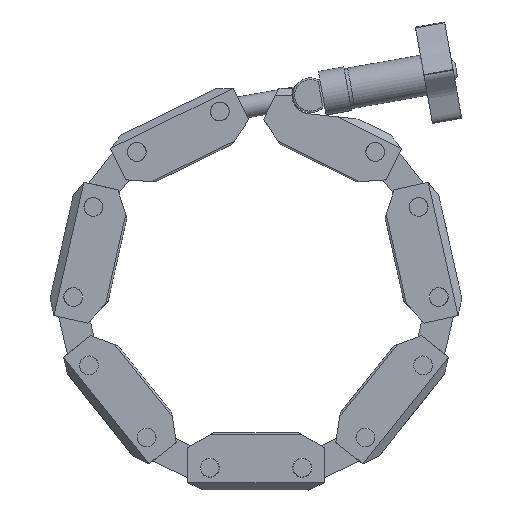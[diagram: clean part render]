
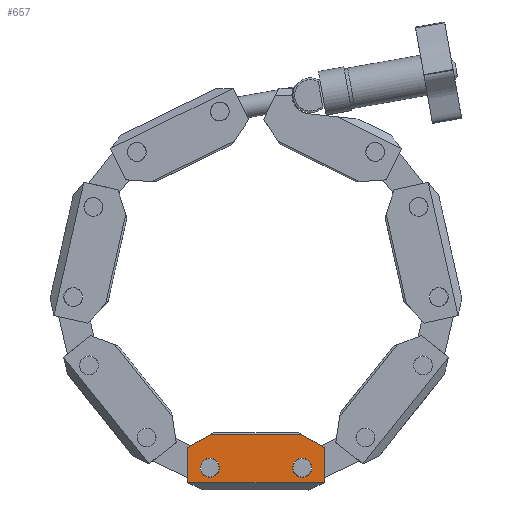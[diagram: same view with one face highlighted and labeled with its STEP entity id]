
A CAD part, front view. The second image highlights one B-rep face of the part: STEP entity #657.
In plain terms, the highlighted face is planar.
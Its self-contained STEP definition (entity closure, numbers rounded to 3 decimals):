
#657=ADVANCED_FACE('',(#1405,#1406,#1407),#1404,.T.);
#1404=PLANE('',#3112);
#1405=FACE_OUTER_BOUND('',#3113,.T.);
#1406=FACE_BOUND('',#3114,.T.);
#1407=FACE_BOUND('',#3115,.T.);
#3109=CARTESIAN_POINT('',(9.7,18.,-5.3));
#3110=DIRECTION('',(0.,1.,0.));
#3111=DIRECTION('',(-1.,0.,0.));
#3112=AXIS2_PLACEMENT_3D('',#3109,#3110,#3111);
#3113=EDGE_LOOP('',(#4351,#4352,#4353,#4354,#4355,#4356));
#3114=EDGE_LOOP('',(#4357,#4358));
#3115=EDGE_LOOP('',(#4359,#4360));
#4351=ORIENTED_EDGE('',*,*,#5237,.T.);
#4352=ORIENTED_EDGE('',*,*,#5229,.T.);
#4353=ORIENTED_EDGE('',*,*,#5212,.T.);
#4354=ORIENTED_EDGE('',*,*,#5209,.T.);
#4355=ORIENTED_EDGE('',*,*,#5224,.T.);
#4356=ORIENTED_EDGE('',*,*,#5186,.T.);
#4357=ORIENTED_EDGE('',*,*,#5238,.F.);
#4358=ORIENTED_EDGE('',*,*,#5239,.F.);
#4359=ORIENTED_EDGE('',*,*,#5240,.F.);
#4360=ORIENTED_EDGE('',*,*,#5241,.F.);
#5186=EDGE_CURVE('',#6525,#6545,#6552,.T.);
#5209=EDGE_CURVE('',#6708,#6701,#6709,.T.);
#5212=EDGE_CURVE('',#6727,#6708,#6728,.T.);
#5224=EDGE_CURVE('',#6701,#6525,#6806,.T.);
#5229=EDGE_CURVE('',#6826,#6727,#6839,.T.);
#5237=EDGE_CURVE('',#6545,#6826,#6893,.T.);
#5238=EDGE_CURVE('',#6899,#6900,#6901,.T.);
#5239=EDGE_CURVE('',#6900,#6899,#6907,.T.);
#5240=EDGE_CURVE('',#6913,#6914,#6915,.T.);
#5241=EDGE_CURVE('',#6914,#6913,#6921,.T.);
#6525=VERTEX_POINT('',#9548);
#6545=VERTEX_POINT('',#9560);
#6552=LINE('',#9564,#9565);
#6701=VERTEX_POINT('',#9649);
#6708=VERTEX_POINT('',#9653);
#6709=LINE('',#9654,#9655);
#6727=VERTEX_POINT('',#9664);
#6728=LINE('',#9665,#9666);
#6806=LINE('',#9707,#9708);
#6826=VERTEX_POINT('',#9718);
#6839=LINE('',#9725,#9726);
#6893=LINE('',#9761,#9762);
#6899=VERTEX_POINT('',#9764);
#6900=VERTEX_POINT('',#9765);
#6901=CIRCLE('',#9769,2.55);
#6907=CIRCLE('',#9773,2.55);
#6913=VERTEX_POINT('',#9774);
#6914=VERTEX_POINT('',#9775);
#6915=CIRCLE('',#9779,2.55);
#6921=CIRCLE('',#9783,2.55);
#9548=CARTESIAN_POINT('',(-31.,18.,-4.));
#9560=CARTESIAN_POINT('',(-31.,18.,5.459));
#9564=CARTESIAN_POINT('',(-31.,18.,-4.));
#9565=VECTOR('',#9566,9.459);
#9566=DIRECTION('',(0.,0.,1.));
#9649=CARTESIAN_POINT('',(6.,18.,-4.));
#9653=CARTESIAN_POINT('',(6.,18.,5.459));
#9654=CARTESIAN_POINT('',(6.,18.,5.459));
#9655=VECTOR('',#9656,9.459);
#9656=DIRECTION('',(0.,0.,-1.));
#9664=CARTESIAN_POINT('',(-0.134,18.,9.));
#9665=CARTESIAN_POINT('',(-0.134,18.,9.));
#9666=VECTOR('',#9667,7.083);
#9667=DIRECTION('',(0.866,0.,-0.5));
#9707=CARTESIAN_POINT('',(6.,18.,-4.));
#9708=VECTOR('',#9709,37.);
#9709=DIRECTION('',(-1.,0.,0.));
#9718=CARTESIAN_POINT('',(-24.866,18.,9.));
#9725=CARTESIAN_POINT('',(-24.866,18.,9.));
#9726=VECTOR('',#9727,24.732);
#9727=DIRECTION('',(1.,0.,0.));
#9761=CARTESIAN_POINT('',(-31.,18.,5.459));
#9762=VECTOR('',#9763,7.083);
#9763=DIRECTION('',(0.866,0.,0.5));
#9764=CARTESIAN_POINT('',(0.,18.,-2.55));
#9765=CARTESIAN_POINT('',(0.,18.,2.55));
#9766=CARTESIAN_POINT('',(0.,18.,0.));
#9767=DIRECTION('',(0.,1.,0.));
#9768=DIRECTION('',(0.,0.,1.));
#9769=AXIS2_PLACEMENT_3D('',#9766,#9767,#9768);
#9770=CARTESIAN_POINT('',(0.,18.,0.));
#9771=DIRECTION('',(0.,1.,0.));
#9772=DIRECTION('',(0.,0.,1.));
#9773=AXIS2_PLACEMENT_3D('',#9770,#9771,#9772);
#9774=CARTESIAN_POINT('',(-25.,18.,-2.55));
#9775=CARTESIAN_POINT('',(-25.,18.,2.55));
#9776=CARTESIAN_POINT('',(-25.,18.,0.));
#9777=DIRECTION('',(0.,1.,0.));
#9778=DIRECTION('',(0.,0.,1.));
#9779=AXIS2_PLACEMENT_3D('',#9776,#9777,#9778);
#9780=CARTESIAN_POINT('',(-25.,18.,0.));
#9781=DIRECTION('',(0.,1.,0.));
#9782=DIRECTION('',(0.,0.,1.));
#9783=AXIS2_PLACEMENT_3D('',#9780,#9781,#9782);
